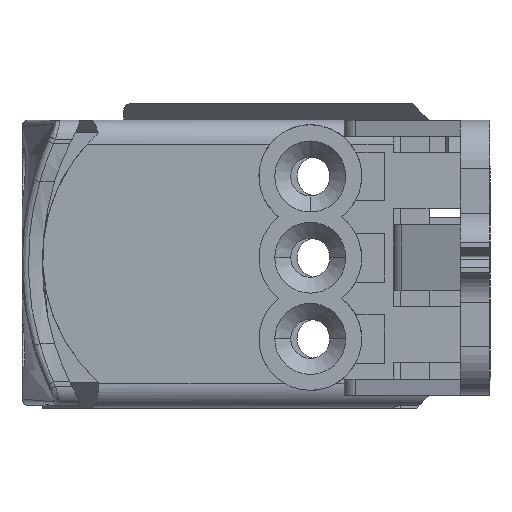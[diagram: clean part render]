
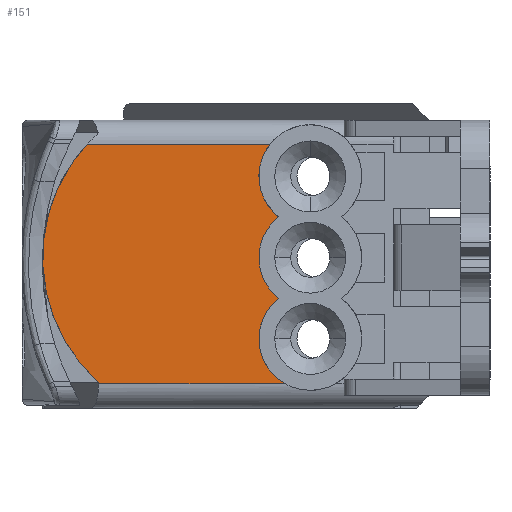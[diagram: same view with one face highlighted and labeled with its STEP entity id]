
A CAD part, left-side view. The second image highlights one B-rep face of the part: STEP entity #151.
In plain terms, the highlighted planar face has unit normal (-1, 0, 0).
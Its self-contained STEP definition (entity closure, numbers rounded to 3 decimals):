
#151=ADVANCED_FACE('',(#556),#557,.F.);
#556=FACE_OUTER_BOUND('',#1268,.T.);
#557=PLANE('',#1269);
#1268=EDGE_LOOP('',(#3017,#3018,#3019,#3020,#3021,#3022,#3023));
#1269=AXIS2_PLACEMENT_3D('',#3024,#3025,#3026);
#3017=ORIENTED_EDGE('',*,*,#5671,.F.);
#3018=ORIENTED_EDGE('',*,*,#5672,.T.);
#3019=ORIENTED_EDGE('',*,*,#5673,.F.);
#3020=ORIENTED_EDGE('',*,*,#5286,.F.);
#3021=ORIENTED_EDGE('',*,*,#5674,.F.);
#3022=ORIENTED_EDGE('',*,*,#5302,.T.);
#3023=ORIENTED_EDGE('',*,*,#5437,.F.);
#3024=CARTESIAN_POINT('',(-19.952,21.926,-12.521));
#3025=DIRECTION('',(1.0,0.0,0.0));
#3026=DIRECTION('',(0.0,1.0,0.0));
#5286=EDGE_CURVE('',#6282,#6284,#6285,.T.);
#5302=EDGE_CURVE('',#6316,#6314,#6317,.T.);
#5437=EDGE_CURVE('',#6568,#6314,#6570,.T.);
#5671=EDGE_CURVE('',#6989,#6568,#6990,.T.);
#5672=EDGE_CURVE('',#6989,#6991,#6992,.T.);
#5673=EDGE_CURVE('',#6284,#6991,#6993,.T.);
#5674=EDGE_CURVE('',#6316,#6282,#6994,.T.);
#6282=VERTEX_POINT('',#7917);
#6284=VERTEX_POINT('',#7920);
#6285=CIRCLE('',#7921,5.08);
#6314=VERTEX_POINT('',#8009);
#6316=VERTEX_POINT('',#8022);
#6317=CIRCLE('',#8023,5.08);
#6568=VERTEX_POINT('',#8413);
#6570=LINE('',#8420,#8421);
#6989=VERTEX_POINT('',#9111);
#6990=CIRCLE('',#9112,16.483);
#6991=VERTEX_POINT('',#9113);
#6992=LINE('',#9114,#9115);
#6993=LINE('',#9116,#9117);
#6994=CIRCLE('',#9118,5.08);
#7917=CARTESIAN_POINT('',(-19.952,-3.433,-1.675));
#7920=CARTESIAN_POINT('',(-19.952,-4.088,-10.133));
#7921=AXIS2_PLACEMENT_3D('',#11189,#11190,#11191);
#8009=CARTESIAN_POINT('',(-19.952,-2.562,13.54));
#8022=CARTESIAN_POINT('',(-19.952,-3.45,6.364));
#8023=AXIS2_PLACEMENT_3D('',#11212,#11213,#11214);
#8413=CARTESIAN_POINT('',(-19.952,15.503,13.54));
#8420=CARTESIAN_POINT('',(-19.952,21.926,13.54));
#8421=VECTOR('',#11431,1000.0);
#9111=CARTESIAN_POINT('',(-19.952,14.362,-9.981));
#9112=AXIS2_PLACEMENT_3D('',#11750,#11751,#11752);
#9113=CARTESIAN_POINT('',(-19.952,14.362,-10.133));
#9114=CARTESIAN_POINT('',(-19.952,14.362,30.41));
#9115=VECTOR('',#11753,1000.0);
#9116=CARTESIAN_POINT('',(-19.952,21.926,-10.133));
#9117=VECTOR('',#11754,1000.0);
#9118=AXIS2_PLACEMENT_3D('',#11755,#11756,#11757);
#11189=CARTESIAN_POINT('',(-19.952,-6.548,-5.688));
#11190=DIRECTION('',(-1.0,0.0,0.0));
#11191=DIRECTION('',(0.0,0.0,1.0));
#11212=CARTESIAN_POINT('',(-19.952,-6.548,10.39));
#11213=DIRECTION('',(1.0,0.0,-0.0));
#11214=DIRECTION('',(0.0,0.0,1.0));
#11431=DIRECTION('',(0.0,-1.0,0.0));
#11750=CARTESIAN_POINT('',(-19.952,3.41,2.338));
#11751=DIRECTION('',(1.0,0.0,-0.0));
#11752=DIRECTION('',(0.0,0.,1.0));
#11753=DIRECTION('',(0.0,0.0,-1.0));
#11754=DIRECTION('',(0.0,1.0,0.0));
#11755=CARTESIAN_POINT('',(-19.952,-6.548,2.338));
#11756=DIRECTION('',(-1.0,0.0,0.0));
#11757=DIRECTION('',(0.0,0.0,1.0));
